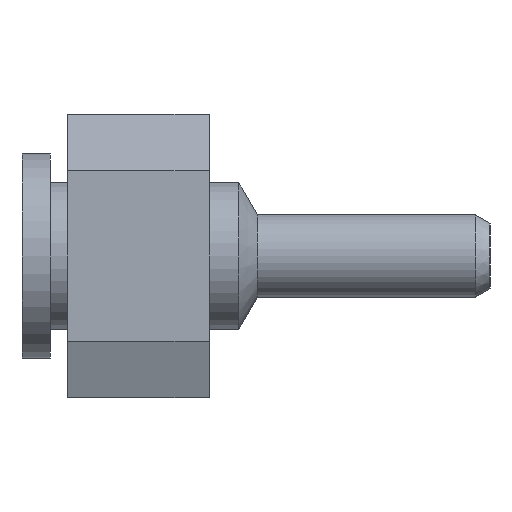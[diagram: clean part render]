
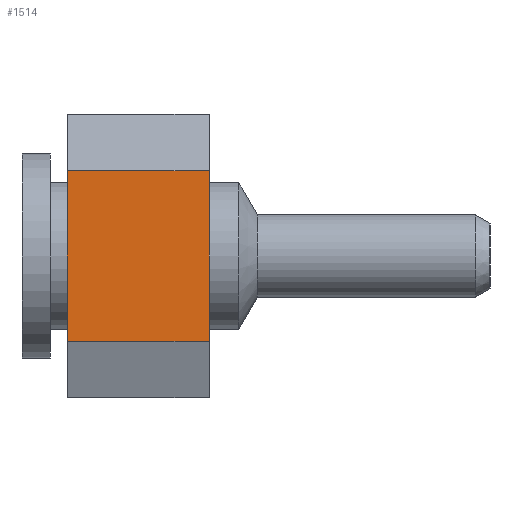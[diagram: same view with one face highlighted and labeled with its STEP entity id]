
A CAD part, left-side view. The second image highlights one B-rep face of the part: STEP entity #1514.
In plain terms, the highlighted planar face has unit normal (-1, 0, 0).
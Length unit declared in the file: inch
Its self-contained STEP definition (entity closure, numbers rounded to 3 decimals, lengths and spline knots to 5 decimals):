
#74=LINE('',#2255,#245);
#75=LINE('',#2257,#246);
#76=LINE('',#2259,#247);
#77=LINE('',#2260,#248);
#245=VECTOR('',#1840,0.3937);
#246=VECTOR('',#1841,39.37008);
#247=VECTOR('',#1842,0.3937);
#248=VECTOR('',#1843,39.37008);
#458=FACE_OUTER_BOUND('',#542,.T.);
#542=EDGE_LOOP('',(#1089,#1090,#1091,#1092));
#685=VERTEX_POINT('',#2253);
#686=VERTEX_POINT('',#2254);
#687=VERTEX_POINT('',#2256);
#688=VERTEX_POINT('',#2258);
#839=EDGE_CURVE('',#685,#686,#74,.T.);
#840=EDGE_CURVE('',#685,#687,#75,.T.);
#841=EDGE_CURVE('',#688,#687,#76,.T.);
#842=EDGE_CURVE('',#686,#688,#77,.T.);
#1089=ORIENTED_EDGE('',*,*,#839,.F.);
#1090=ORIENTED_EDGE('',*,*,#840,.T.);
#1091=ORIENTED_EDGE('',*,*,#841,.F.);
#1092=ORIENTED_EDGE('',*,*,#842,.F.);
#1443=PLANE('',#1646);
#1514=ADVANCED_FACE('',(#458),#1443,.F.);
#1646=AXIS2_PLACEMENT_3D('',#2252,#1838,#1839);
#1838=DIRECTION('center_axis',(1.,0.,0.));
#1839=DIRECTION('ref_axis',(0.,0.,1.));
#1840=DIRECTION('',(0.,0.,1.));
#1841=DIRECTION('',(0.,-1.,0.));
#1842=DIRECTION('',(0.,0.,-1.));
#1843=DIRECTION('',(0.,-1.,0.));
#2252=CARTESIAN_POINT('Origin',(0.4,0.05,-0.03));
#2253=CARTESIAN_POINT('',(0.4,0.05,-0.03));
#2254=CARTESIAN_POINT('',(0.4,0.05,0.03));
#2255=CARTESIAN_POINT('',(0.4,0.05,-0.015));
#2256=CARTESIAN_POINT('',(0.4,0.,-0.03));
#2257=CARTESIAN_POINT('',(0.4,0.1,-0.03));
#2258=CARTESIAN_POINT('',(0.4,0.,0.03));
#2259=CARTESIAN_POINT('',(0.4,0.,-0.015));
#2260=CARTESIAN_POINT('',(0.4,0.1,0.03));
